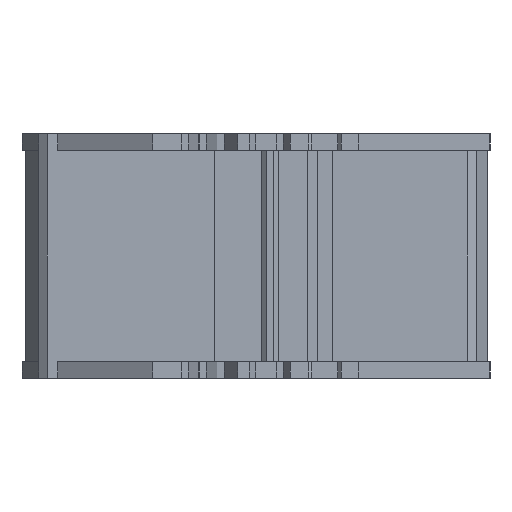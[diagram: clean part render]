
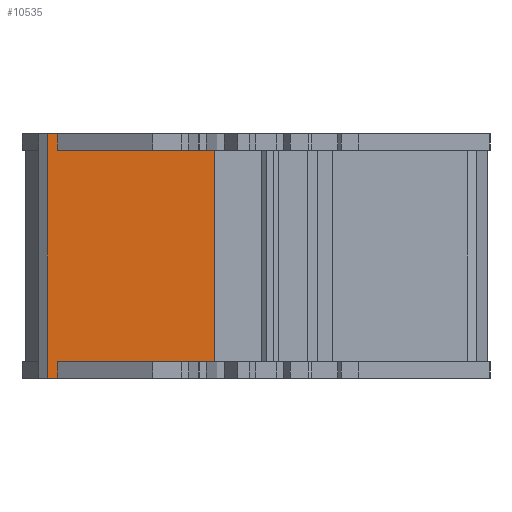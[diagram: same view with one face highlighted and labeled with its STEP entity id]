
A CAD part, front view. The second image highlights one B-rep face of the part: STEP entity #10535.
In plain terms, the highlighted planar face has unit normal (0, -1, 0).
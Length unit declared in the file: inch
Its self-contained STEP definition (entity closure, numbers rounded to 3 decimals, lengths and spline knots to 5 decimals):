
#11 = DIRECTION ( 'NONE',  ( 0., 0., -1. ) ) ;
#486 = VERTEX_POINT ( 'NONE', #13946 ) ;
#796 = CARTESIAN_POINT ( 'NONE',  ( -1.43595, 0.08149, -0.15 ) ) ;
#1492 = CARTESIAN_POINT ( 'NONE',  ( 0., 0.08149, -0.02835 ) ) ;
#1684 = CARTESIAN_POINT ( 'NONE',  ( -0.30036, 0.08149, -0.02835 ) ) ;
#2859 = DIRECTION ( 'NONE',  ( 1., 0., 0. ) ) ;
#3229 = DIRECTION ( 'NONE',  ( 1., 0., 0. ) ) ;
#3428 = LINE ( 'NONE', #1684, #17335 ) ;
#4449 = CARTESIAN_POINT ( 'NONE',  ( -0.30036, 0.08149, -0.02835 ) ) ;
#4715 = DIRECTION ( 'NONE',  ( 0., 0., -1. ) ) ;
#5324 = VERTEX_POINT ( 'NONE', #6731 ) ;
#5555 = VECTOR ( 'NONE', #9008, 39.37008 ) ;
#5742 = LINE ( 'NONE', #16979, #12170 ) ;
#5960 = VECTOR ( 'NONE', #18579, 39.37008 ) ;
#5989 = CARTESIAN_POINT ( 'NONE',  ( 0., 0.08149, -0.02835 ) ) ;
#6090 = EDGE_CURVE ( 'NONE', #5324, #13873, #12996, .T. ) ;
#6338 = EDGE_CURVE ( 'NONE', #486, #13873, #16905, .T. ) ;
#6731 = CARTESIAN_POINT ( 'NONE',  ( -1.43595, 0.08149, -0.02835 ) ) ;
#7581 = CARTESIAN_POINT ( 'NONE',  ( -1.43595, 0.08149, 3.55999 ) ) ;
#7748 = VECTOR ( 'NONE', #20385, 39.37008 ) ;
#8148 = VERTEX_POINT ( 'NONE', #19507 ) ;
#8239 = LINE ( 'NONE', #19054, #21120 ) ;
#8393 = VERTEX_POINT ( 'NONE', #14797 ) ;
#8928 = CARTESIAN_POINT ( 'NONE',  ( -0.30036, 0.08149, 1.50165 ) ) ;
#9008 = DIRECTION ( 'NONE',  ( 0., 0., -1. ) ) ;
#9398 = EDGE_CURVE ( 'NONE', #486, #14855, #5742, .T. ) ;
#9424 = VERTEX_POINT ( 'NONE', #4449 ) ;
#9989 = ORIENTED_EDGE ( 'NONE', *, *, #21260, .F. ) ;
#10535 = ADVANCED_FACE ( 'NONE', ( #17061 ), #13430, .T. ) ;
#11123 = DIRECTION ( 'NONE',  ( 0., 0., 1. ) ) ;
#11227 = LINE ( 'NONE', #13236, #7748 ) ;
#11231 = LINE ( 'NONE', #5989, #20772 ) ;
#11345 = DIRECTION ( 'NONE',  ( 1., 0., 0. ) ) ;
#11464 = EDGE_LOOP ( 'NONE', ( #15799, #14208, #19126, #15978, #22217, #9989, #22620, #18855 ) ) ;
#11871 = AXIS2_PLACEMENT_3D ( 'NONE', #1492, #21042, #3229 ) ;
#12081 = EDGE_CURVE ( 'NONE', #8393, #8148, #17236, .T. ) ;
#12170 = VECTOR ( 'NONE', #11123, 39.37008 ) ;
#12996 = LINE ( 'NONE', #7581, #5555 ) ;
#13236 = CARTESIAN_POINT ( 'NONE',  ( 0., 0.08149, 1.50165 ) ) ;
#13430 = PLANE ( 'NONE',  #11871 ) ;
#13784 = EDGE_CURVE ( 'NONE', #8148, #21352, #11227, .T. ) ;
#13873 = VERTEX_POINT ( 'NONE', #796 ) ;
#13946 = CARTESIAN_POINT ( 'NONE',  ( -1.51201, 0.08149, -0.15 ) ) ;
#14208 = ORIENTED_EDGE ( 'NONE', *, *, #14795, .T. ) ;
#14795 = EDGE_CURVE ( 'NONE', #5324, #9424, #11231, .T. ) ;
#14797 = CARTESIAN_POINT ( 'NONE',  ( -1.43595, 0.08149, 1.62165 ) ) ;
#14855 = VERTEX_POINT ( 'NONE', #15346 ) ;
#15346 = CARTESIAN_POINT ( 'NONE',  ( -1.51201, 0.08149, 1.62165 ) ) ;
#15538 = VECTOR ( 'NONE', #4715, 39.37008 ) ;
#15799 = ORIENTED_EDGE ( 'NONE', *, *, #6090, .F. ) ;
#15978 = ORIENTED_EDGE ( 'NONE', *, *, #13784, .F. ) ;
#16905 = LINE ( 'NONE', #20311, #5960 ) ;
#16979 = CARTESIAN_POINT ( 'NONE',  ( -1.51201, 0.08149, -0.15 ) ) ;
#17061 = FACE_OUTER_BOUND ( 'NONE', #11464, .T. ) ;
#17236 = LINE ( 'NONE', #20529, #15538 ) ;
#17335 = VECTOR ( 'NONE', #11, 39.37008 ) ;
#17598 = EDGE_CURVE ( 'NONE', #21352, #9424, #3428, .T. ) ;
#18579 = DIRECTION ( 'NONE',  ( 1., 0., 0. ) ) ;
#18855 = ORIENTED_EDGE ( 'NONE', *, *, #6338, .T. ) ;
#19054 = CARTESIAN_POINT ( 'NONE',  ( -1.77166, 0.08149, 1.62165 ) ) ;
#19126 = ORIENTED_EDGE ( 'NONE', *, *, #17598, .F. ) ;
#19507 = CARTESIAN_POINT ( 'NONE',  ( -1.43595, 0.08149, 1.50165 ) ) ;
#20311 = CARTESIAN_POINT ( 'NONE',  ( -0.50346, 0.08149, -0.15 ) ) ;
#20385 = DIRECTION ( 'NONE',  ( 1., 0., 0. ) ) ;
#20529 = CARTESIAN_POINT ( 'NONE',  ( -1.43595, 0.08149, -0.02835 ) ) ;
#20772 = VECTOR ( 'NONE', #11345, 39.37008 ) ;
#21042 = DIRECTION ( 'NONE',  ( 0., -1., 0. ) ) ;
#21120 = VECTOR ( 'NONE', #2859, 39.37008 ) ;
#21260 = EDGE_CURVE ( 'NONE', #14855, #8393, #8239, .T. ) ;
#21352 = VERTEX_POINT ( 'NONE', #8928 ) ;
#22217 = ORIENTED_EDGE ( 'NONE', *, *, #12081, .F. ) ;
#22620 = ORIENTED_EDGE ( 'NONE', *, *, #9398, .F. ) ;
